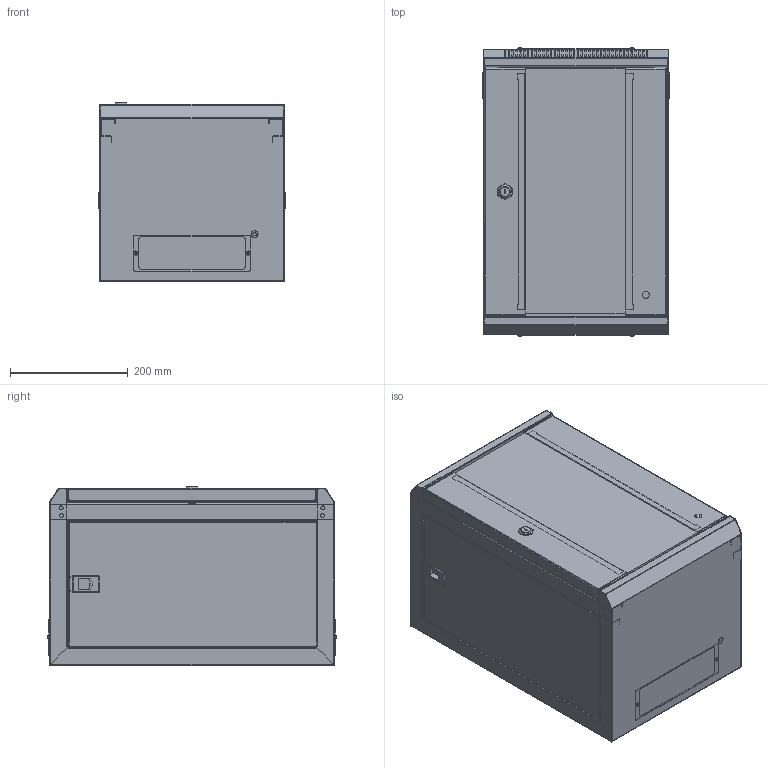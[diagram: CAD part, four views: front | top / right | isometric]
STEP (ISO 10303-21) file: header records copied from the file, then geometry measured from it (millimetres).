
FILE_DESCRIPTION (( 'STEP AP214' ), '1' );
FILE_NAME ('00406835.step', '2022-05-09T15:07:33', ( '' ), ( '' ), 'SwSTEP 2.0', 'SolidWorks 2021', '' );
FILE_SCHEMA (( 'AUTOMOTIVE_DESIGN' ));
Length unit declared in the file: inch
Products named in the file (24): 00406835; PDU-K0_ASM; SIDE PANEL ASSY, 9U, SMM3309; SIDE PANEL, 9U, SMM3309; lock cylinder; GLASS DOOR FRAME, RH, 9U; MOUNTING POST, 9U; GLASS DOOR AND LOCK ASSY, 9U; PDU_K2; M4X8LS; CABINET POST, VERT, 9U; lock hex nut; COVER, CABLE GLAND; lock cam; SM_M6 X 13 GND STUD; GLASS DOOR FRAME, LH, 9U; GB9074-4-88-M3X6; SMM3309 CABINET-ONLY ASSY; LOCK ASSY, 10 IN. CABINET; GLASS DOOR SUBASSY, 9U; M6 X 13 GND STUD; PDU_K1; CABINET BASE, 9U X 300mm X 312mm; GLASS DOOR PANE, 9U
Assembly tree (34 placements, depth 5):
  00406835
    SMM3309 CABINET-ONLY ASSY
      CABINET BASE, 9U X 300mm X 312mm
      M6 X 13 GND STUD
      CABINET POST, VERT, 9U  x2
      SIDE PANEL ASSY, 9U, SMM3309  x2
        SIDE PANEL, 9U, SMM3309
        PDU-K0_ASM
          PDU_K2
          PDU_K1
      COVER, CABLE GLAND  x2
      M4X8LS  x4
      MOUNTING POST, 9U  x6
    GLASS DOOR AND LOCK ASSY, 9U
      GLASS DOOR SUBASSY, 9U
        GLASS DOOR FRAME, RH, 9U
        GLASS DOOR PANE, 9U
        GLASS DOOR FRAME, LH, 9U
        SM_M6 X 13 GND STUD
      LOCK ASSY, 10 IN. CABINET
        lock cylinder
        GB9074-4-88-M3X6
        lock cam
        lock hex nut
Bounding box: 316.5 x 489.63 x 303 mm (x, y, z)
Volume: 1271507.9 mm3; surface area: 2235036.6 mm2
Topology: 35 solids, 35 shells, 2939 faces, 8579 edges, 5711 vertices
Faces by surface type: plane 1775, cylinder 973, bspline 171, cone 18, torus 2
Entity records: 81943 total; most frequent: CARTESIAN_POINT 35166, ORIENTED_EDGE 9838, DIRECTION 8579, EDGE_CURVE 4919, VERTEX_POINT 3249, LINE 2939, VECTOR 2939, AXIS2_PLACEMENT_3D 2820
